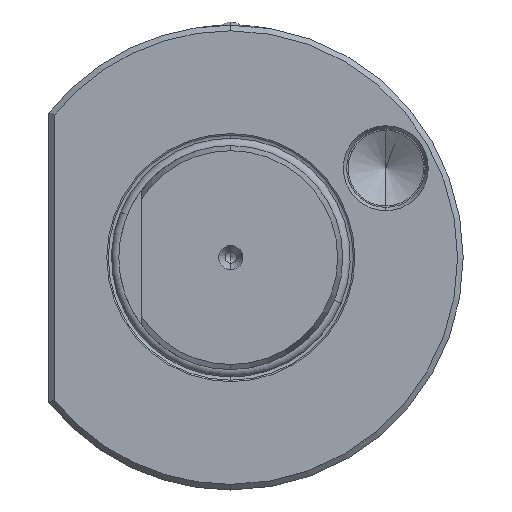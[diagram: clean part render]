
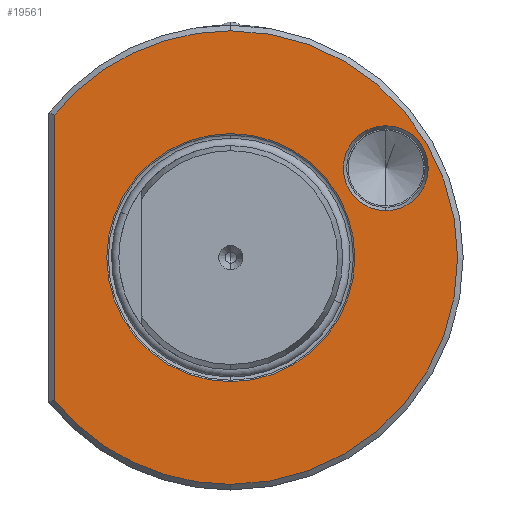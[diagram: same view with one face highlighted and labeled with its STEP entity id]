
A CAD part, left-side view. The second image highlights one B-rep face of the part: STEP entity #19561.
In plain terms, the highlighted planar face has unit normal (-1, 0, 0).
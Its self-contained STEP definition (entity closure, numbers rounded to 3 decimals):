
#252 = CIRCLE ( 'NONE', #6810, 7.577 ) ;
#259 = CIRCLE ( 'NONE', #6878, 22.15 ) ;
#271 = LINE ( 'NONE', #9469, #278 ) ;
#278 = VECTOR ( 'NONE', #9407, 1000. ) ;
#287 = CIRCLE ( 'NONE', #6866, 40.5 ) ;
#501 = CARTESIAN_POINT ( 'NONE',  ( 2., 0., -22.15 ) ) ;
#519 = CARTESIAN_POINT ( 'NONE',  ( 2., 0., -40.5 ) ) ;
#656 = CARTESIAN_POINT ( 'NONE',  ( 2., 0., 40.5 ) ) ;
#660 = CARTESIAN_POINT ( 'NONE',  ( 2., 0., 22.15 ) ) ;
#701 = CARTESIAN_POINT ( 'NONE',  ( 2., 31.5, 25.456 ) ) ;
#932 = CARTESIAN_POINT ( 'NONE',  ( 2., 31.5, -25.456 ) ) ;
#1079 = CARTESIAN_POINT ( 'NONE',  ( 2., -27.68, 8.393 ) ) ;
#1132 = CARTESIAN_POINT ( 'NONE',  ( 2., -27.68, 23.547 ) ) ;
#6562 = AXIS2_PLACEMENT_3D ( 'NONE', #19019, #19020, #19030 ) ;
#6694 = AXIS2_PLACEMENT_3D ( 'NONE', #18473, #18452, #18455 ) ;
#6707 = AXIS2_PLACEMENT_3D ( 'NONE', #18491, #18499, #18514 ) ;
#6712 = AXIS2_PLACEMENT_3D ( 'NONE', #18550, #18551, #18552 ) ;
#6810 = AXIS2_PLACEMENT_3D ( 'NONE', #8851, #8772, #8830 ) ;
#6866 = AXIS2_PLACEMENT_3D ( 'NONE', #9423, #9455, #9457 ) ;
#6878 = AXIS2_PLACEMENT_3D ( 'NONE', #8754, #8884, #8887 ) ;
#7309 = AXIS2_PLACEMENT_3D ( 'NONE', #12513, #12444, #12423 ) ;
#8754 = CARTESIAN_POINT ( 'NONE',  ( 2., 0., 0. ) ) ;
#8772 = DIRECTION ( 'NONE',  ( 1., 0., 0. ) ) ;
#8830 = DIRECTION ( 'NONE',  ( 0., 0., -1. ) ) ;
#8851 = CARTESIAN_POINT ( 'NONE',  ( 2., -27.68, 15.97 ) ) ;
#8884 = DIRECTION ( 'NONE',  ( 1., 0., 0. ) ) ;
#8887 = DIRECTION ( 'NONE',  ( 0., 0., -1. ) ) ;
#9407 = DIRECTION ( 'NONE',  ( 0., 0., -1. ) ) ;
#9423 = CARTESIAN_POINT ( 'NONE',  ( 2., 0., 0. ) ) ;
#9455 = DIRECTION ( 'NONE',  ( 1., 0., 0. ) ) ;
#9457 = DIRECTION ( 'NONE',  ( 0., 0., -1. ) ) ;
#9469 = CARTESIAN_POINT ( 'NONE',  ( 2., 31.5, -24.166 ) ) ;
#12423 = DIRECTION ( 'NONE',  ( 0., 0., -1. ) ) ;
#12444 = DIRECTION ( 'NONE',  ( 1., 0., 0. ) ) ;
#12471 = PLANE ( 'NONE',  #7309 ) ;
#12513 = CARTESIAN_POINT ( 'NONE',  ( 2., 20., 0. ) ) ;
#15236 = CIRCLE ( 'NONE', #6712, 22.15 ) ;
#15610 = EDGE_CURVE ( 'NONE', #26024, #26041, #252, .T. ) ;
#15615 = EDGE_CURVE ( 'NONE', #26093, #28875, #259, .T. ) ;
#15629 = EDGE_CURVE ( 'NONE', #28900, #25837, #271, .T. ) ;
#15636 = EDGE_CURVE ( 'NONE', #26172, #25837, #287, .T. ) ;
#18452 = DIRECTION ( 'NONE',  ( 1., 0., 0. ) ) ;
#18455 = DIRECTION ( 'NONE',  ( 0., 0., -1. ) ) ;
#18473 = CARTESIAN_POINT ( 'NONE',  ( 2., 0., 0. ) ) ;
#18491 = CARTESIAN_POINT ( 'NONE',  ( 2., 0., 0. ) ) ;
#18499 = DIRECTION ( 'NONE',  ( 1., 0., 0. ) ) ;
#18514 = DIRECTION ( 'NONE',  ( 0., 0., -1. ) ) ;
#18550 = CARTESIAN_POINT ( 'NONE',  ( 2., 0., 0. ) ) ;
#18551 = DIRECTION ( 'NONE',  ( 1., 0., 0. ) ) ;
#18552 = DIRECTION ( 'NONE',  ( 0., 0., -1. ) ) ;
#19019 = CARTESIAN_POINT ( 'NONE',  ( 2., -27.68, 15.97 ) ) ;
#19020 = DIRECTION ( 'NONE',  ( 1., 0., 0. ) ) ;
#19030 = DIRECTION ( 'NONE',  ( 0., 0., -1. ) ) ;
#19561 = ADVANCED_FACE ( 'NONE', ( #36951, #36920, #36956 ), #12471, .F. ) ;
#23793 = EDGE_CURVE ( 'NONE', #26041, #26024, #25128, .T. ) ;
#23958 = EDGE_CURVE ( 'NONE', #28859, #26172, #29712, .T. ) ;
#23961 = EDGE_CURVE ( 'NONE', #28900, #28859, #28798, .T. ) ;
#23974 = EDGE_CURVE ( 'NONE', #28875, #26093, #15236, .T. ) ;
#25128 = CIRCLE ( 'NONE', #6562, 7.577 ) ;
#25403 = EDGE_LOOP ( 'NONE', ( #27326, #27306 ) ) ;
#25407 = EDGE_LOOP ( 'NONE', ( #27354, #27353, #27321, #27337 ) ) ;
#25459 = EDGE_LOOP ( 'NONE', ( #27345, #27300 ) ) ;
#25837 = VERTEX_POINT ( 'NONE', #932 ) ;
#26024 = VERTEX_POINT ( 'NONE', #1079 ) ;
#26041 = VERTEX_POINT ( 'NONE', #1132 ) ;
#26093 = VERTEX_POINT ( 'NONE', #501 ) ;
#26172 = VERTEX_POINT ( 'NONE', #519 ) ;
#27300 = ORIENTED_EDGE ( 'NONE', *, *, #15615, .T. ) ;
#27306 = ORIENTED_EDGE ( 'NONE', *, *, #15610, .T. ) ;
#27321 = ORIENTED_EDGE ( 'NONE', *, *, #15636, .F. ) ;
#27326 = ORIENTED_EDGE ( 'NONE', *, *, #23793, .T. ) ;
#27337 = ORIENTED_EDGE ( 'NONE', *, *, #23958, .F. ) ;
#27345 = ORIENTED_EDGE ( 'NONE', *, *, #23974, .T. ) ;
#27353 = ORIENTED_EDGE ( 'NONE', *, *, #15629, .T. ) ;
#27354 = ORIENTED_EDGE ( 'NONE', *, *, #23961, .F. ) ;
#28798 = CIRCLE ( 'NONE', #6707, 40.5 ) ;
#28859 = VERTEX_POINT ( 'NONE', #656 ) ;
#28875 = VERTEX_POINT ( 'NONE', #660 ) ;
#28900 = VERTEX_POINT ( 'NONE', #701 ) ;
#29712 = CIRCLE ( 'NONE', #6694, 40.5 ) ;
#36920 = FACE_BOUND ( 'NONE', #25403, .T. ) ;
#36951 = FACE_BOUND ( 'NONE', #25459, .T. ) ;
#36956 = FACE_OUTER_BOUND ( 'NONE', #25407, .T. ) ;
